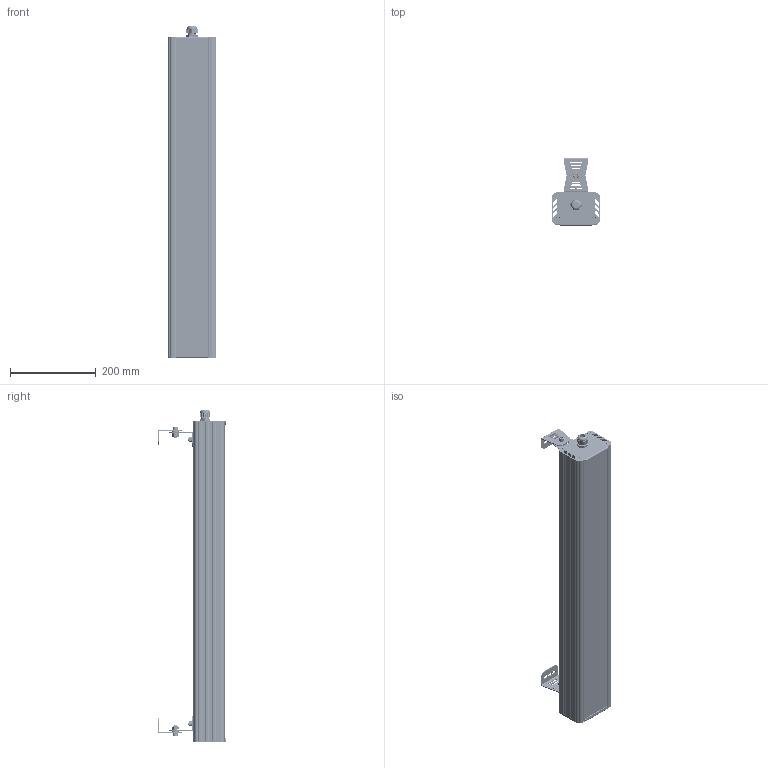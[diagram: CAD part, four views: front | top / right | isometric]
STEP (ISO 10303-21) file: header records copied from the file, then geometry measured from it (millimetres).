
FILE_DESCRIPTION(('STEP AP214'), '1');
FILE_NAME('001.0070.52.000 - ÃÑÏ-Ïðèìà-Îïòèê-100', '2023-09-24T13:57:27', (''), (''), 'C3D Converter', 'C3D Toolkit', '');
FILE_SCHEMA(('AUTOMOTIVE_DESIGN { 1 0 10303 214 3 1 1}'));
Length unit declared in the file: millimetre
Products named in the file (31): 001.0070.52.000; 001.0065.01.000
Assembly tree (61 placements, depth 4):
  001.0070.52.000
    (unnamed)
      (unnamed)
      (unnamed)
      (unnamed)  x4
      (unnamed)
      (unnamed)  x4
      (unnamed)
      (unnamed)
      (unnamed)
      (unnamed)  x10
        (unnamed)
        (unnamed)
        (unnamed)
        (unnamed)
        (unnamed)
        (unnamed)
        (unnamed)
        (unnamed)
        (unnamed)
        (unnamed)
    001.0065.01.000  x2
      (unnamed)
      (unnamed)
      (unnamed)
      (unnamed)
      (unnamed)
      (unnamed)
      (unnamed)
      (unnamed)
      (unnamed)
Bounding box: 112.19 x 158.42 x 776 mm (x, y, z)
Volume: 1587178.8 mm3; surface area: 1289573.9 mm2
Topology: 384 solids, 384 shells, 5783 faces, 13661 edges, 9164 vertices
Faces by surface type: plane 3885, cylinder 1520, bspline 172, cone 166, sphere 30, torus 10
Full cylindrical faces by diameter (mm): 1 x30, 2 x20, 2.5 x40, 2.8 x250, 3.2 x30, 3.5 x60, 4 x8, 6 x4, 6.375 x2, 8 x12, 8.5 x8, 9 x130, 12 x3, 12.5 x1, 13.333 x2, 16 x4, 18.5 x3, 20 x1, 23.5 x1
Entity records: 114845 total; most frequent: CARTESIAN_POINT 40339, DIRECTION 9960, ORIENTED_EDGE 9670, EDGE_CURVE 4835, COLOUR_RGB 4329, PRESENTATION_STYLE_ASSIGNMENT 4329, AXIS2_PLACEMENT_3D 3557, CURVE_STYLE 3450
